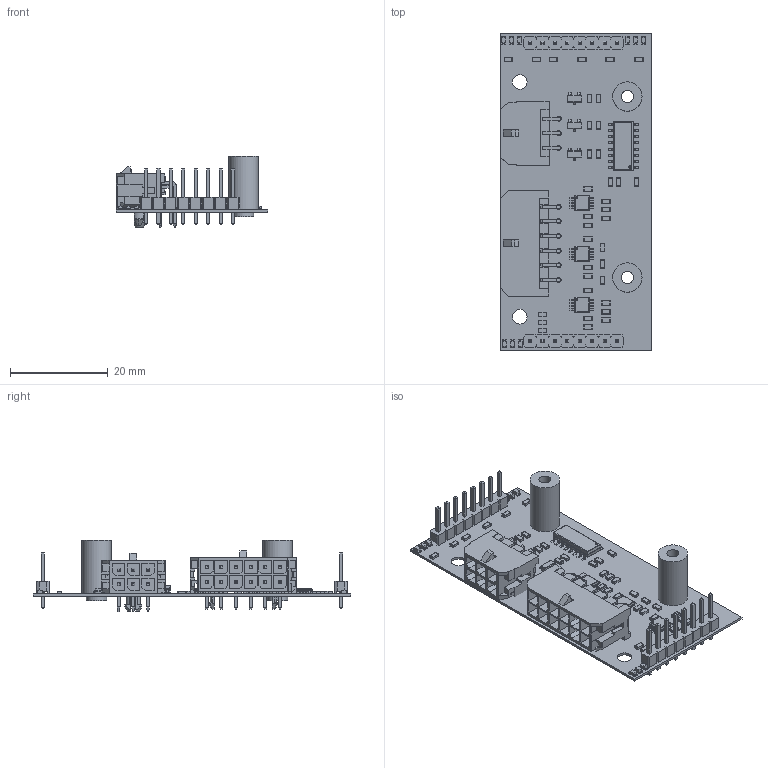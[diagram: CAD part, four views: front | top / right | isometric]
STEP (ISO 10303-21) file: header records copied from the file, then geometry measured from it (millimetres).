
FILE_DESCRIPTION(('Open CASCADE Model'),'2;1');
FILE_NAME('Open CASCADE Shape Model','2020-03-16T14:44:22',('Author'),( 'Open CASCADE'),'Open CASCADE STEP processor 6.8','Open CASCADE 6.8' ,'Unknown');
FILE_SCHEMA(('AUTOMOTIVE_DESIGN { 1 0 10303 214 1 1 1 1 }'));
Length unit declared in the file: millimetre
Products named in the file (111): PCB; Board; Open CASCADE STEP translator 6.8 8.1.1; J3; 10132449-12xxxlf; MH4; MH3; R19; 6176629488; Mid_Body; Terminal; Open_CASCADE_STEP_translator_6.8_23.2.1; Mark; R18; R17; G3; LTST-C190KRKT--3DModel-STEP-56544; G2; G1; R25; R24; R23; R22; 6179691456; R21; R20; P3; P2; P1; A3; A2; A1; MH2; 9774110360R_(rev1)_RGB8421504; C5; 6179695056; MH1; U4; 6363726768; Open_CASCADE_STEP_translator_6.8_10.1 ...
Assembly tree (191 placements, depth 5):
  PCB
    Board
      Open CASCADE STEP translator 6.8 8.1.1
    J3
      10132449-12xxxlf
    MH4
    MH3
    R19
      6176629488
        Mid_Body
        Terminal  x2
          Open_CASCADE_STEP_translator_6.8_23.2.1
        Mark
    R18
      6176629488
        Mid_Body
        Terminal  x2
          Open_CASCADE_STEP_translator_6.8_23.2.1
        Mark
    R17
      6176629488
        Mid_Body
        Terminal  x2
          Open_CASCADE_STEP_translator_6.8_23.2.1
        Mark
    G3
      LTST-C190KRKT--3DModel-STEP-56544
    G2
      LTST-C190KRKT--3DModel-STEP-56544
    G1
      LTST-C190KRKT--3DModel-STEP-56544
    R25
      6176629488
        Mid_Body
        Terminal  x2
          Open_CASCADE_STEP_translator_6.8_23.2.1
        Mark
    R24
      6176629488
        Mid_Body
        Terminal  x2
          Open_CASCADE_STEP_translator_6.8_23.2.1
        Mark
    R23
      6176629488
        Mid_Body
        Terminal  x2
          Open_CASCADE_STEP_translator_6.8_23.2.1
        Mark
    R22
      6179691456
        Mid_Body
        Terminal  x2
          Open_CASCADE_STEP_translator_6.8_23.2.1
        Mark
    R21
      6179691456
        Mid_Body
        Terminal  x2
          Open_CASCADE_STEP_translator_6.8_23.2.1
Bounding box: 31 x 65 x 14.67 mm (x, y, z)
Volume: 3227.2 mm3; surface area: 10210.9 mm2
Topology: 250 solids, 254 shells, 4990 faces, 11752 edges, 7272 vertices
Faces by surface type: plane 4292, cylinder 570, sphere 64, bspline 56, cone 6, torus 2
Full cylindrical faces by diameter (mm): 0.388 x3, 0.5 x1, 1.02 x18, 1.1 x16, 2.459 x2, 2.997 x2, 3 x3, 4.2 x2, 4.4 x2, 6 x2
Entity records: 56014 total; most frequent: CARTESIAN_POINT 11408, ORIENTED_EDGE 8592, DIRECTION 8267, EDGE_CURVE 4297, LINE 3879, VECTOR 3879, VERTEX_POINT 2703, AXIS2_PLACEMENT_3D 2194
